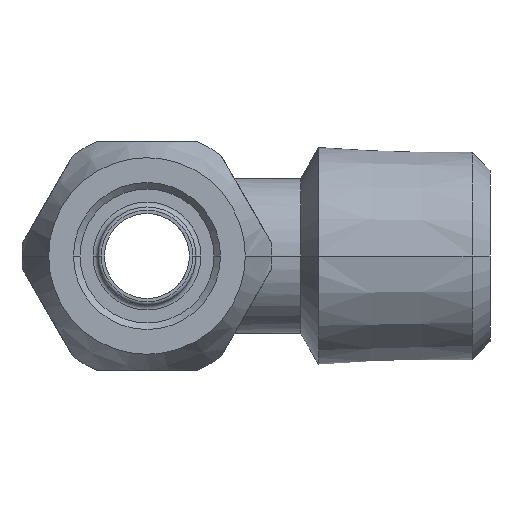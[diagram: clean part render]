
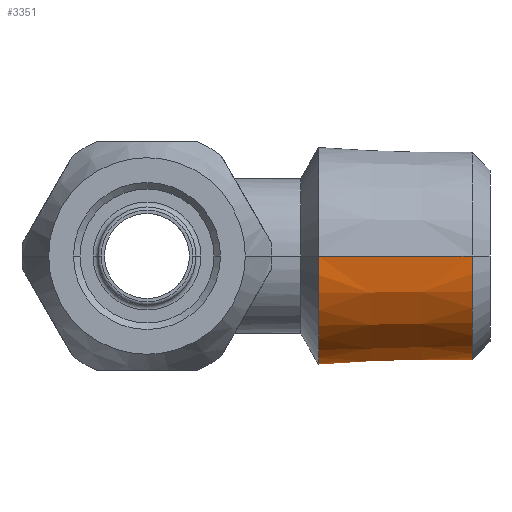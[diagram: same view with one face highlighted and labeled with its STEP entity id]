
A CAD part, left-side view. The second image highlights one B-rep face of the part: STEP entity #3351.
In plain terms, the highlighted conical face has half-angle 1.78 degrees and reference radius 6.494 mm.
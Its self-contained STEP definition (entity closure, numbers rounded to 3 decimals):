
#782=CARTESIAN_POINT('',(0.,-10.503,0.));
#783=DIRECTION('',(0.,-1.,0.));
#784=DIRECTION('',(-1.,0.,0.));
#785=AXIS2_PLACEMENT_3D('',#782,#783,#784);
#800=DIRECTION('',(-0.031,-1.,0.));
#801=VECTOR('',#800,9.401);
#802=CARTESIAN_POINT('',(6.64,-10.503,0.));
#803=LINE('',#802,#801);
#804=DIRECTION('',(0.031,-1.,0.));
#805=VECTOR('',#804,9.401);
#806=CARTESIAN_POINT('',(-6.64,-10.503,0.));
#807=LINE('',#806,#805);
#831=CARTESIAN_POINT('',(0.,-19.9,0.));
#832=DIRECTION('',(0.,1.,0.));
#833=DIRECTION('',(1.,0.,0.));
#834=AXIS2_PLACEMENT_3D('',#831,#832,#833);
#2242=CARTESIAN_POINT('',(6.348,-19.9,0.));
#2244=VERTEX_POINT('',#2242);
#2246=CARTESIAN_POINT('',(-6.348,-19.9,0.));
#2248=VERTEX_POINT('',#2246);
#2250=CARTESIAN_POINT('',(6.64,-10.503,0.));
#2251=CARTESIAN_POINT('',(-6.64,-10.503,0.));
#2252=VERTEX_POINT('',#2250);
#2253=VERTEX_POINT('',#2251);
#3337=CARTESIAN_POINT('',(0.,-15.202,0.));
#3338=DIRECTION('',(0.,1.,0.));
#3339=DIRECTION('',(1.,0.,0.));
#3340=AXIS2_PLACEMENT_3D('',#3337,#3338,#3339);
#3341=CONICAL_SURFACE('',#3340,6.494,1.78);
#3342=ORIENTED_EDGE('',*,*,#3327,.F.);
#3344=ORIENTED_EDGE('',*,*,#3343,.T.);
#3346=ORIENTED_EDGE('',*,*,#3345,.F.);
#3348=ORIENTED_EDGE('',*,*,#3347,.F.);
#3349=EDGE_LOOP('',(#3342,#3344,#3346,#3348));
#3350=FACE_OUTER_BOUND('',#3349,.F.);
#3351=ADVANCED_FACE('',(#3350),#3341,.T.);
#786=CIRCLE('',#785,6.64);
#835=CIRCLE('',#834,6.348);
#3327=EDGE_CURVE('',#2253,#2252,#786,.T.);
#3343=EDGE_CURVE('',#2253,#2248,#807,.T.);
#3345=EDGE_CURVE('',#2244,#2248,#835,.T.);
#3347=EDGE_CURVE('',#2252,#2244,#803,.T.);
